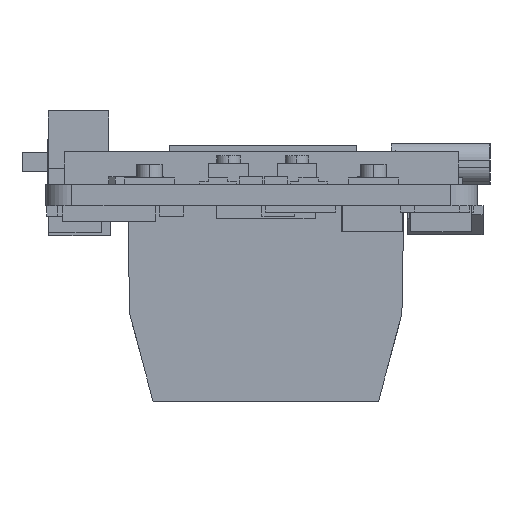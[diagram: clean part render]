
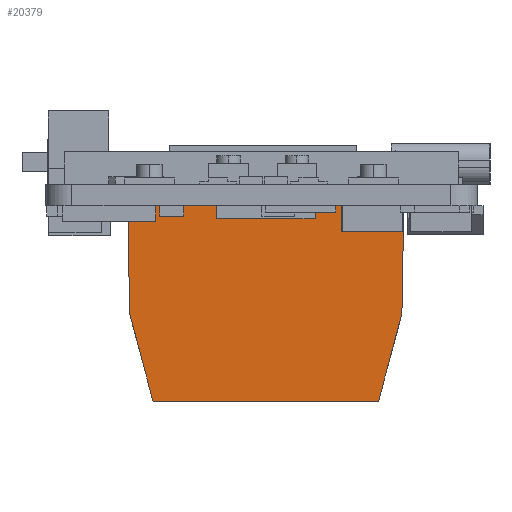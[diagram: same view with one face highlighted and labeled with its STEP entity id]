
A CAD part, front view. The second image highlights one B-rep face of the part: STEP entity #20379.
In plain terms, the highlighted planar face has unit normal (0, -1, -0.018).
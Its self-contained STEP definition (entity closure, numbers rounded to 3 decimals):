
#3977=DIRECTION('',(0.259,0.017,-0.966));
#3978=VECTOR('',#3977,6.868);
#3979=CARTESIAN_POINT('',(-26.47,19.397,
-8.237));
#3980=LINE('',#3979,#3978);
#3985=DIRECTION('',(1.,0.,0.));
#3986=VECTOR('',#3985,17.158);
#3987=CARTESIAN_POINT('',(-24.692,19.513,-14.87));
#3988=LINE('',#3987,#3986);
#4115=DIRECTION('',(1.,0.,0.));
#4116=VECTOR('',#4115,6.75);
#4117=CARTESIAN_POINT('',(-12.363,19.253,0.));
#4118=LINE('',#4117,#4116);
#4119=DIRECTION('',(-0.259,0.017,-0.966));
#4120=VECTOR('',#4119,6.868);
#4121=CARTESIAN_POINT('',(-5.757,19.397,
-8.237));
#4122=LINE('',#4121,#4120);
#4123=DIRECTION('',(-0.017,-0.017,1.));
#4124=VECTOR('',#4123,8.239);
#4125=CARTESIAN_POINT('',(-26.47,19.397,
-8.237));
#4126=LINE('',#4125,#4124);
#4127=DIRECTION('',(1.,0.,0.));
#4128=VECTOR('',#4127,6.75);
#4129=CARTESIAN_POINT('',(-26.613,19.253,0.));
#4130=LINE('',#4129,#4128);
#4131=DIRECTION('',(-1.,0.,0.));
#4132=VECTOR('',#4131,7.5);
#4133=CARTESIAN_POINT('',(-12.363,19.253,0.));
#4134=LINE('',#4133,#4132);
#4191=DIRECTION('',(0.017,-0.017,1.));
#4192=VECTOR('',#4191,8.239);
#4193=CARTESIAN_POINT('',(-5.757,19.397,
-8.237));
#4194=LINE('',#4193,#4192);
#11529=CARTESIAN_POINT('',(-5.613,19.253,0.));
#11530=VERTEX_POINT('',#11529);
#11531=CARTESIAN_POINT('',(-12.363,19.253,0.));
#11532=VERTEX_POINT('',#11531);
#11537=CARTESIAN_POINT('',(-19.863,19.253,0.));
#11538=VERTEX_POINT('',#11537);
#11539=CARTESIAN_POINT('',(-26.613,19.253,0.));
#11540=VERTEX_POINT('',#11539);
#12214=CARTESIAN_POINT('',(-26.47,19.397,
-8.237));
#12216=VERTEX_POINT('',#12214);
#12241=CARTESIAN_POINT('',(-24.692,19.513,-14.87));
#12243=VERTEX_POINT('',#12241);
#12259=CARTESIAN_POINT('',(-7.535,19.513,-14.87));
#12260=VERTEX_POINT('',#12259);
#12397=CARTESIAN_POINT('',(-5.757,19.397,
-8.237));
#12398=VERTEX_POINT('',#12397);
#20362=CARTESIAN_POINT('',(-4.188,19.253,0.));
#20363=DIRECTION('',(0.,-1.,-0.017));
#20364=DIRECTION('',(-1.,0.,0.));
#20365=AXIS2_PLACEMENT_3D('',#20362,#20363,#20364);
#20366=PLANE('',#20365);
#20368=ORIENTED_EDGE('',*,*,#20367,.F.);
#20369=ORIENTED_EDGE('',*,*,#15379,.T.);
#20371=ORIENTED_EDGE('',*,*,#20370,.F.);
#20372=ORIENTED_EDGE('',*,*,#20354,.T.);
#20373=ORIENTED_EDGE('',*,*,#20186,.F.);
#20374=ORIENTED_EDGE('',*,*,#20169,.F.);
#20375=ORIENTED_EDGE('',*,*,#20154,.T.);
#20376=ORIENTED_EDGE('',*,*,#15387,.T.);
#20377=EDGE_LOOP('',(#20368,#20369,#20371,#20372,#20373,#20374,#20375,#20376));
#20378=FACE_OUTER_BOUND('',#20377,.F.);
#15379=EDGE_CURVE('',#11532,#11530,#4118,.T.);
#15387=EDGE_CURVE('',#11540,#11538,#4130,.T.);
#20154=EDGE_CURVE('',#12216,#11540,#4126,.T.);
#20169=EDGE_CURVE('',#12216,#12243,#3980,.T.);
#20186=EDGE_CURVE('',#12243,#12260,#3988,.T.);
#20354=EDGE_CURVE('',#12398,#12260,#4122,.T.);
#20367=EDGE_CURVE('',#11532,#11538,#4134,.T.);
#20370=EDGE_CURVE('',#12398,#11530,#4194,.T.);
#20379=ADVANCED_FACE('',(#20378),#20366,.T.);
